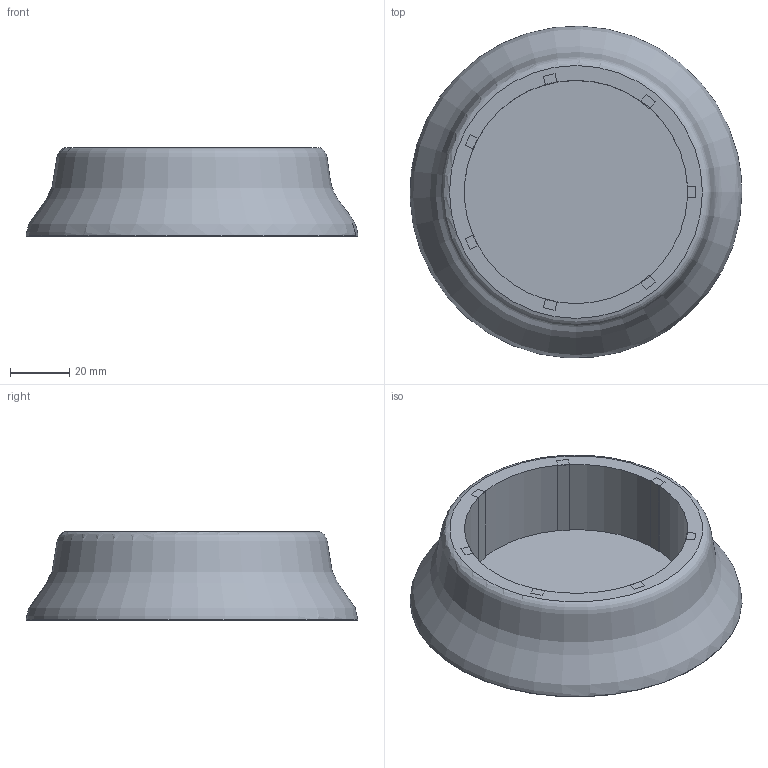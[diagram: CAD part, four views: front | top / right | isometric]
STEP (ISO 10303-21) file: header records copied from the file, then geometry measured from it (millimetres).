
FILE_DESCRIPTION(('FreeCAD Model'),'2;1');
FILE_NAME('Open CASCADE Shape Model','2024-10-01T21:44:29',(''),(''), 'Open CASCADE STEP processor 7.7','FreeCAD','Unknown');
FILE_SCHEMA(('AUTOMOTIVE_DESIGN { 1 0 10303 214 1 1 1 1 }'));
Length unit declared in the file: millimetre
Products named in the file (1): Body
Bounding box: 112.01 x 111.91 x 30 mm (x, y, z)
Volume: 110940.3 mm3; surface area: 32518.2 mm2
Topology: 1 solids, 1 shells, 47 faces, 118 edges, 74 vertices
Faces by surface type: plane 38, cylinder 7, revolution 1, bspline 1
Entity records: 1491 total; most frequent: CARTESIAN_POINT 335, ORIENTED_EDGE 236, DIRECTION 230, EDGE_CURVE 118, LINE 91, VECTOR 91, VERTEX_POINT 74, AXIS2_PLACEMENT_3D 69
